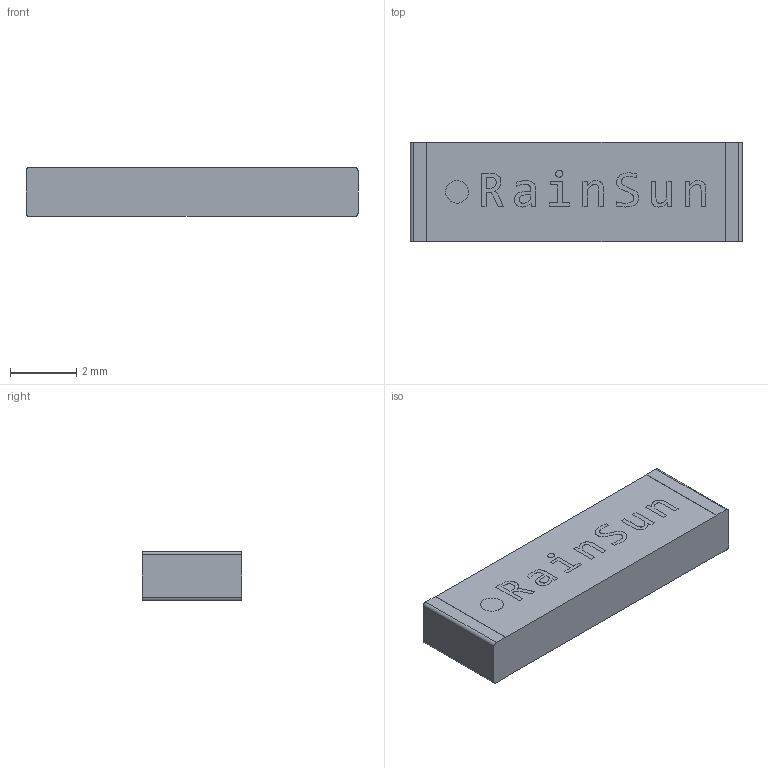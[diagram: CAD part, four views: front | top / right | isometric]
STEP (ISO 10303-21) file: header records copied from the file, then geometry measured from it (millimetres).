
FILE_DESCRIPTION (( 'STEP AP214' ), '1' );
FILE_NAME ('CB438762-7CD2-478F-AF87-14B8E3907F74.STEP', '2024-02-04T03:24:03', ( '' ), ( '' ), 'SwSTEP 2.0', 'SolidWorks 2022', '' );
FILE_SCHEMA (( 'AUTOMOTIVE_DESIGN' ));
Length unit declared in the file: millimetre
Products named in the file (1): CB438762-7CD2-478F-AF87-14B8E3907F74
Bounding box: 10 x 3 x 1.49 mm (x, y, z)
Volume: 44.1 mm3; surface area: 98 mm2
Topology: 1 solids, 1 shells, 130 faces, 351 edges, 234 vertices
Faces by surface type: plane 80, bspline 46, cylinder 4
Entity records: 7869 total; most frequent: CARTESIAN_POINT 3506, ORIENTED_EDGE 702, DIRECTION 437, EDGE_CURVE 351, VECTOR 251, LINE 251, VERTEX_POINT 234, EDGE_LOOP 141
